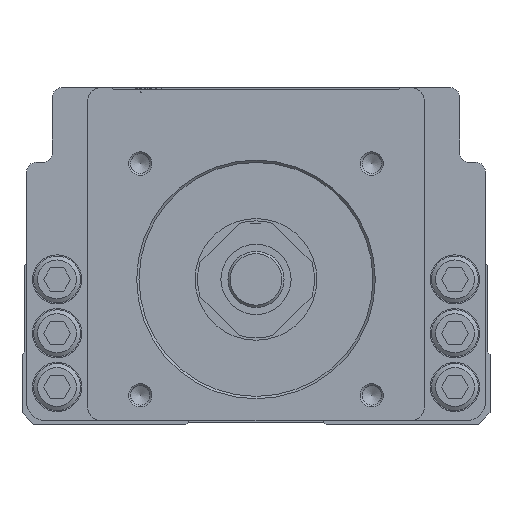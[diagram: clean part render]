
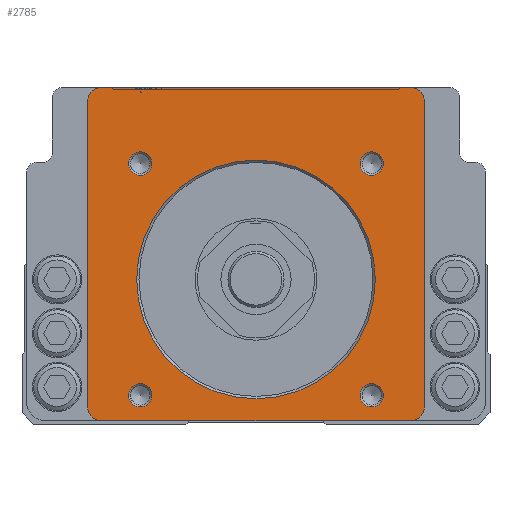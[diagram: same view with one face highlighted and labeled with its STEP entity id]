
A CAD part, front view. The second image highlights one B-rep face of the part: STEP entity #2785.
In plain terms, the highlighted face is planar.
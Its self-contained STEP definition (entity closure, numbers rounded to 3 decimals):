
#948=FACE_BOUND('',#6580,.T.);
#949=FACE_BOUND('',#6581,.T.);
#950=FACE_BOUND('',#6582,.T.);
#951=FACE_BOUND('',#6583,.T.);
#952=FACE_BOUND('',#6584,.T.);
#953=FACE_BOUND('',#6585,.T.);
#1862=CIRCLE('',#26893,3.);
#1864=CIRCLE('',#26897,3.);
#1875=CIRCLE('',#26916,25.5);
#1876=CIRCLE('',#26917,2.5);
#1877=CIRCLE('',#26918,2.5);
#1878=CIRCLE('',#26919,2.5);
#1879=CIRCLE('',#26920,2.5);
#1880=CIRCLE('',#26921,3.);
#1881=CIRCLE('',#26922,3.);
#2785=ADVANCED_FACE('',(#948,#949,#950,#951,#952,#953),#4210,.T.);
#4210=PLANE('',#26923);
#6580=EDGE_LOOP('',(#10073));
#6581=EDGE_LOOP('',(#10074));
#6582=EDGE_LOOP('',(#10075));
#6583=EDGE_LOOP('',(#10076));
#6584=EDGE_LOOP('',(#10077));
#6585=EDGE_LOOP('',(#10078,#10079,#10080,#10081,#10082,#10083,#10084,#10085));
#10073=ORIENTED_EDGE('',*,*,#18583,.T.);
#10074=ORIENTED_EDGE('',*,*,#18584,.T.);
#10075=ORIENTED_EDGE('',*,*,#18585,.T.);
#10076=ORIENTED_EDGE('',*,*,#18586,.T.);
#10077=ORIENTED_EDGE('',*,*,#18587,.T.);
#10078=ORIENTED_EDGE('',*,*,#18517,.T.);
#10079=ORIENTED_EDGE('',*,*,#18588,.T.);
#10080=ORIENTED_EDGE('',*,*,#18543,.T.);
#10081=ORIENTED_EDGE('',*,*,#18551,.T.);
#10082=ORIENTED_EDGE('',*,*,#18485,.T.);
#10083=ORIENTED_EDGE('',*,*,#18553,.T.);
#10084=ORIENTED_EDGE('',*,*,#18538,.T.);
#10085=ORIENTED_EDGE('',*,*,#18589,.T.);
#15775=VERTEX_POINT('',#37942);
#15776=VERTEX_POINT('',#37944);
#15799=VERTEX_POINT('',#38069);
#15800=VERTEX_POINT('',#38071);
#15818=VERTEX_POINT('',#38112);
#15819=VERTEX_POINT('',#38114);
#15822=VERTEX_POINT('',#38123);
#15823=VERTEX_POINT('',#38124);
#15840=VERTEX_POINT('',#38192);
#15841=VERTEX_POINT('',#38194);
#15842=VERTEX_POINT('',#38196);
#15843=VERTEX_POINT('',#38198);
#15844=VERTEX_POINT('',#38200);
#18485=EDGE_CURVE('',#15776,#15775,#21783,.T.);
#18517=EDGE_CURVE('',#15800,#15799,#21797,.T.);
#18538=EDGE_CURVE('',#15819,#15818,#21813,.T.);
#18543=EDGE_CURVE('',#15822,#15823,#21817,.T.);
#18551=EDGE_CURVE('',#15823,#15776,#1862,.T.);
#18553=EDGE_CURVE('',#15775,#15819,#1864,.T.);
#18583=EDGE_CURVE('',#15840,#15840,#1875,.T.);
#18584=EDGE_CURVE('',#15841,#15841,#1876,.T.);
#18585=EDGE_CURVE('',#15842,#15842,#1877,.T.);
#18586=EDGE_CURVE('',#15843,#15843,#1878,.T.);
#18587=EDGE_CURVE('',#15844,#15844,#1879,.T.);
#18588=EDGE_CURVE('',#15799,#15822,#1880,.T.);
#18589=EDGE_CURVE('',#15818,#15800,#1881,.T.);
#21783=LINE('',#37943,#24404);
#21797=LINE('',#38070,#24418);
#21813=LINE('',#38113,#24434);
#21817=LINE('',#38122,#24438);
#24404=VECTOR('',#30462,1.);
#24418=VECTOR('',#30510,1.);
#24434=VECTOR('',#30542,1.);
#24438=VECTOR('',#30550,1.);
#26893=AXIS2_PLACEMENT_3D('',#38135,#30563,#30564);
#26897=AXIS2_PLACEMENT_3D('',#38139,#30571,#30572);
#26916=AXIS2_PLACEMENT_3D('',#38191,#30628,#30629);
#26917=AXIS2_PLACEMENT_3D('',#38193,#30630,#30631);
#26918=AXIS2_PLACEMENT_3D('',#38195,#30632,#30633);
#26919=AXIS2_PLACEMENT_3D('',#38197,#30634,#30635);
#26920=AXIS2_PLACEMENT_3D('',#38199,#30636,#30637);
#26921=AXIS2_PLACEMENT_3D('',#38201,#30638,#30639);
#26922=AXIS2_PLACEMENT_3D('',#38202,#30640,#30641);
#26923=AXIS2_PLACEMENT_3D('',#38203,#30642,#30643);
#30462=DIRECTION('',(-1.,0.,0.));
#30510=DIRECTION('',(1.,0.,0.));
#30542=DIRECTION('',(0.,0.,-1.));
#30550=DIRECTION('',(0.,0.,1.));
#30563=DIRECTION('',(0.,-1.,0.));
#30564=DIRECTION('',(0.,0.,-1.));
#30571=DIRECTION('',(0.,-1.,0.));
#30572=DIRECTION('',(0.,0.,-1.));
#30628=DIRECTION('',(0.,1.,0.));
#30629=DIRECTION('',(0.,0.,-1.));
#30630=DIRECTION('',(0.,1.,0.));
#30631=DIRECTION('',(0.,0.,-1.));
#30632=DIRECTION('',(0.,1.,0.));
#30633=DIRECTION('',(0.,0.,-1.));
#30634=DIRECTION('',(0.,1.,0.));
#30635=DIRECTION('',(0.,0.,-1.));
#30636=DIRECTION('',(0.,1.,0.));
#30637=DIRECTION('',(0.,0.,-1.));
#30638=DIRECTION('',(0.,-1.,0.));
#30639=DIRECTION('',(0.,0.,-1.));
#30640=DIRECTION('',(0.,-1.,0.));
#30641=DIRECTION('',(0.,0.,-1.));
#30642=DIRECTION('',(0.,-1.,0.));
#30643=DIRECTION('',(0.,0.,1.));
#37942=CARTESIAN_POINT('',(-33.,-299.9,17.));
#37943=CARTESIAN_POINT('',(33.,-299.9,17.));
#37944=CARTESIAN_POINT('',(33.,-299.9,17.));
#38069=CARTESIAN_POINT('',(33.,-299.9,-54.2));
#38070=CARTESIAN_POINT('',(-49.,-299.9,-54.2));
#38071=CARTESIAN_POINT('',(-33.,-299.9,-54.2));
#38112=CARTESIAN_POINT('',(-36.,-299.9,-51.2));
#38113=CARTESIAN_POINT('',(-36.,-299.9,12.));
#38114=CARTESIAN_POINT('',(-36.,-299.9,14.));
#38122=CARTESIAN_POINT('',(36.,-299.9,-54.5));
#38123=CARTESIAN_POINT('',(36.,-299.9,-51.2));
#38124=CARTESIAN_POINT('',(36.,-299.9,14.));
#38135=CARTESIAN_POINT('',(33.,-299.9,14.));
#38139=CARTESIAN_POINT('',(-33.,-299.9,14.));
#38191=CARTESIAN_POINT('',(0.,-299.9,-24.));
#38192=CARTESIAN_POINT('',(0.,-299.9,-49.5));
#38193=CARTESIAN_POINT('',(-24.749,-299.9,-48.749));
#38194=CARTESIAN_POINT('',(-24.749,-299.9,-51.249));
#38195=CARTESIAN_POINT('',(-24.749,-299.9,0.749));
#38196=CARTESIAN_POINT('',(-24.749,-299.9,-1.751));
#38197=CARTESIAN_POINT('',(24.749,-299.9,0.749));
#38198=CARTESIAN_POINT('',(24.749,-299.9,-1.751));
#38199=CARTESIAN_POINT('',(24.749,-299.9,-48.749));
#38200=CARTESIAN_POINT('',(24.749,-299.9,-51.249));
#38201=CARTESIAN_POINT('',(33.,-299.9,-51.2));
#38202=CARTESIAN_POINT('',(-33.,-299.9,-51.2));
#38203=CARTESIAN_POINT('',(-33.,-299.9,12.));
